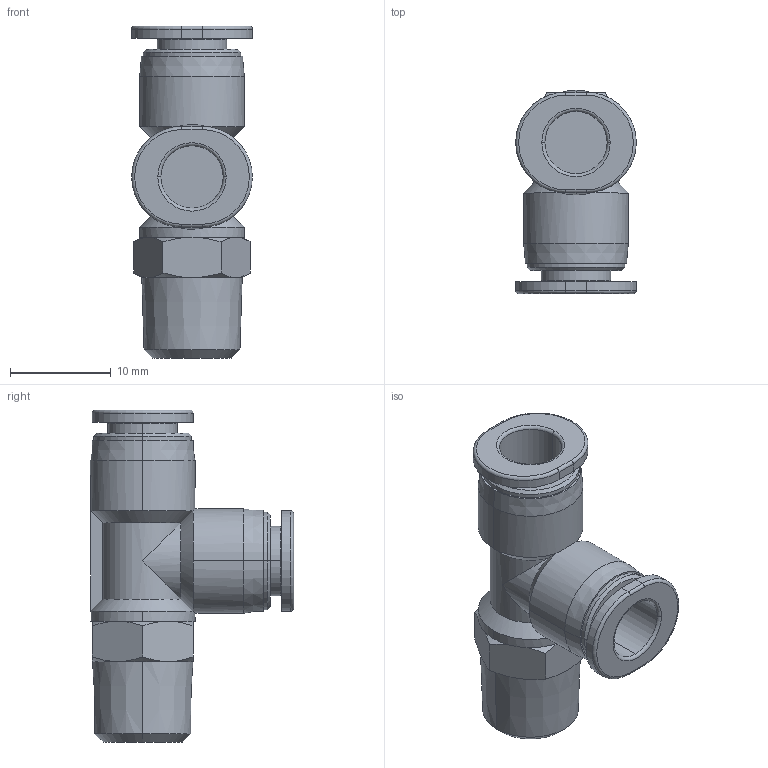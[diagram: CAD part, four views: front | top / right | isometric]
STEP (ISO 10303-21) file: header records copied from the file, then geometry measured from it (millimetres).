
FILE_DESCRIPTION((''),'2;1');
FILE_NAME('PST0601C-mdt.stp','2017-07-24T16:58:00',(''),(''),'Mechanical Desktop 2009','Mechanical Desktop 2009',', , ');
FILE_SCHEMA(('CONFIG_CONTROL_DESIGN'));
Length unit declared in the file: millimetre
Products named in the file (6): PST0601C-MDTA; PST0601C-MDT; COLLAR-L06C; NL01C; NLM6C; NLM5C
Assembly tree (6 placements, depth 2):
  PST0601C-MDTA
    PST0601C-MDT
    COLLAR-L06C  x2
    NL01C
    NLM6C
    NLM5C
Bounding box: 12 x 20.2 x 33 mm (x, y, z)
Volume: 2556 mm3; surface area: 2257.3 mm2
Topology: 1 solids, 1 shells, 96 faces, 211 edges, 127 vertices
Faces by surface type: cone 30, cylinder 29, plane 25, torus 8, bspline 4
Entity records: 2951 total; most frequent: CARTESIAN_POINT 681, DIRECTION 496, ORIENTED_EDGE 422, AXIS2_PLACEMENT_3D 218, EDGE_CURVE 211, VERTEX_POINT 127, CIRCLE 113, EDGE_LOOP 106
